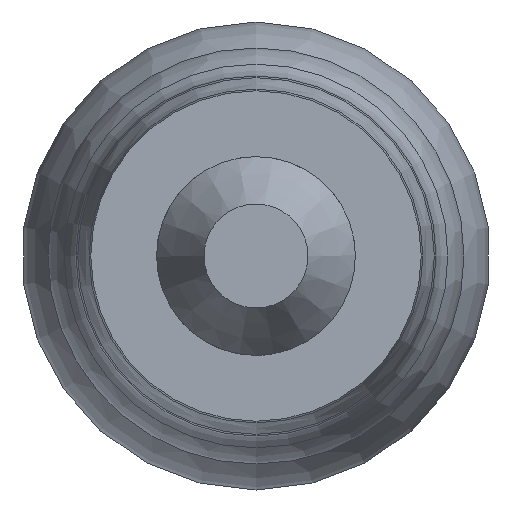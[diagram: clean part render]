
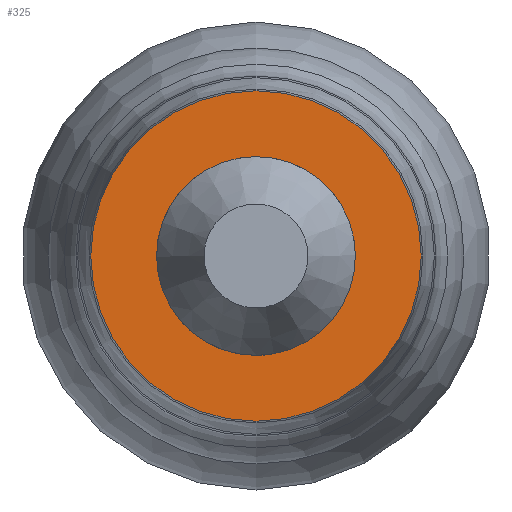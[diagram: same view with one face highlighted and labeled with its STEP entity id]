
A CAD part, left-side view. The second image highlights one B-rep face of the part: STEP entity #325.
In plain terms, the highlighted planar face has unit normal (-1, 0, 0).
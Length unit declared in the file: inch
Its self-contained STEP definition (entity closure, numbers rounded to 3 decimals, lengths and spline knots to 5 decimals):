
#3 = FACE_OUTER_BOUND ( 'NONE', #164, .T. ) ;
#6 = VERTEX_POINT ( 'NONE', #491 ) ;
#15 = DIRECTION ( 'NONE',  ( 0., 0., -1. ) ) ;
#154 = ORIENTED_EDGE ( 'NONE', *, *, #527, .T. ) ;
#164 = EDGE_LOOP ( 'NONE', ( #154 ) ) ;
#169 = FACE_BOUND ( 'NONE', #520, .T. ) ;
#179 = VERTEX_POINT ( 'NONE', #291 ) ;
#223 = CIRCLE ( 'NONE', #284, 0.01243 ) ;
#225 = CARTESIAN_POINT ( 'NONE',  ( 0., 0.02065, 0. ) ) ;
#271 = CIRCLE ( 'NONE', #474, 0.02065 ) ;
#284 = AXIS2_PLACEMENT_3D ( 'NONE', #454, #497, #15 ) ;
#291 = CARTESIAN_POINT ( 'NONE',  ( 0., 0., -0.01243 ) ) ;
#292 = DIRECTION ( 'NONE',  ( 0., 0., -1. ) ) ;
#325 = ADVANCED_FACE ( 'NONE', ( #169, #3 ), #336, .F. ) ;
#336 = PLANE ( 'NONE',  #578 ) ;
#350 = EDGE_CURVE ( 'NONE', #179, #179, #223, .T. ) ;
#432 = DIRECTION ( 'NONE',  ( -1., 0., 0. ) ) ;
#433 = DIRECTION ( 'NONE',  ( 1., 0., 0. ) ) ;
#454 = CARTESIAN_POINT ( 'NONE',  ( 0., 0., 0. ) ) ;
#474 = AXIS2_PLACEMENT_3D ( 'NONE', #592, #432, #636 ) ;
#491 = CARTESIAN_POINT ( 'NONE',  ( 0., 0., 0.02065 ) ) ;
#497 = DIRECTION ( 'NONE',  ( -1., 0., 0. ) ) ;
#520 = EDGE_LOOP ( 'NONE', ( #631 ) ) ;
#527 = EDGE_CURVE ( 'NONE', #6, #6, #271, .T. ) ;
#578 = AXIS2_PLACEMENT_3D ( 'NONE', #225, #433, #292 ) ;
#592 = CARTESIAN_POINT ( 'NONE',  ( 0., 0., 0. ) ) ;
#631 = ORIENTED_EDGE ( 'NONE', *, *, #350, .F. ) ;
#636 = DIRECTION ( 'NONE',  ( 0., 0., 1. ) ) ;
